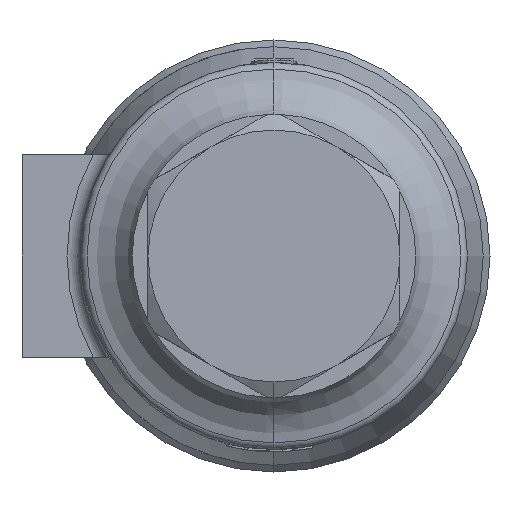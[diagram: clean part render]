
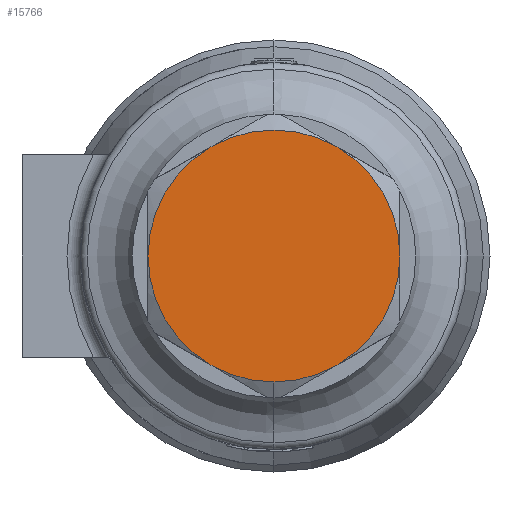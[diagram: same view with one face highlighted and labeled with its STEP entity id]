
A CAD part, left-side view. The second image highlights one B-rep face of the part: STEP entity #15766.
In plain terms, the highlighted planar face has unit normal (-1, 0, 0).
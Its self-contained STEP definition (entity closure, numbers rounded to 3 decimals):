
#800 = VERTEX_POINT ( 'NONE', #7184 ) ;
#2296 = DIRECTION ( 'NONE',  ( 1., 0., 0. ) ) ;
#3418 = DIRECTION ( 'NONE',  ( 1., 0., 0. ) ) ;
#3685 = CARTESIAN_POINT ( 'NONE',  ( -25., 14., -24.249 ) ) ;
#4671 = DIRECTION ( 'NONE',  ( 1., 0., 0. ) ) ;
#4858 = EDGE_CURVE ( 'NONE', #23098, #12145, #35017, .T. ) ;
#5135 = AXIS2_PLACEMENT_3D ( 'NONE', #10492, #31505, #34496 ) ;
#5529 = CARTESIAN_POINT ( 'NONE',  ( -25., 0., 0. ) ) ;
#6341 = EDGE_CURVE ( 'NONE', #800, #14243, #24713, .T. ) ;
#6448 = EDGE_CURVE ( 'NONE', #6896, #23098, #16710, .T. ) ;
#6747 = EDGE_CURVE ( 'NONE', #17390, #6896, #33606, .T. ) ;
#6896 = VERTEX_POINT ( 'NONE', #33511 ) ;
#7179 = VERTEX_POINT ( 'NONE', #35512 ) ;
#7184 = CARTESIAN_POINT ( 'NONE',  ( -25., -14., 24.249 ) ) ;
#9382 = DIRECTION ( 'NONE',  ( -1., 0., 0. ) ) ;
#9809 = DIRECTION ( 'NONE',  ( 0., 0., 1. ) ) ;
#10413 = CARTESIAN_POINT ( 'NONE',  ( -25., 0., 0. ) ) ;
#10492 = CARTESIAN_POINT ( 'NONE',  ( -25., 0., 0. ) ) ;
#12145 = VERTEX_POINT ( 'NONE', #25714 ) ;
#12891 = AXIS2_PLACEMENT_3D ( 'NONE', #26726, #32735, #38651 ) ;
#13529 = CARTESIAN_POINT ( 'NONE',  ( -25., -28., 0. ) ) ;
#14045 = DIRECTION ( 'NONE',  ( 0., 0., -1. ) ) ;
#14243 = VERTEX_POINT ( 'NONE', #13529 ) ;
#15274 = PLANE ( 'NONE',  #16853 ) ;
#15766 = ADVANCED_FACE ( 'NONE', ( #36059 ), #15274, .T. ) ;
#15798 = CARTESIAN_POINT ( 'NONE',  ( -25., 0., 0. ) ) ;
#16710 = CIRCLE ( 'NONE', #27849, 28. ) ;
#16825 = ORIENTED_EDGE ( 'NONE', *, *, #6448, .F. ) ;
#16853 = AXIS2_PLACEMENT_3D ( 'NONE', #32982, #9382, #27491 ) ;
#17073 = ORIENTED_EDGE ( 'NONE', *, *, #25393, .F. ) ;
#17084 = DIRECTION ( 'NONE',  ( 1., 0., 0. ) ) ;
#17390 = VERTEX_POINT ( 'NONE', #28628 ) ;
#18667 = EDGE_CURVE ( 'NONE', #14243, #17390, #29871, .T. ) ;
#19802 = AXIS2_PLACEMENT_3D ( 'NONE', #10413, #17084, #14045 ) ;
#20384 = DIRECTION ( 'NONE',  ( 0., 0., 1. ) ) ;
#21481 = DIRECTION ( 'NONE',  ( 1., 0., 0. ) ) ;
#22400 = ORIENTED_EDGE ( 'NONE', *, *, #6341, .F. ) ;
#22604 = ORIENTED_EDGE ( 'NONE', *, *, #18667, .F. ) ;
#22761 = DIRECTION ( 'NONE',  ( 0., 0., 1. ) ) ;
#23098 = VERTEX_POINT ( 'NONE', #3685 ) ;
#24534 = CARTESIAN_POINT ( 'NONE',  ( -25., 0., 0. ) ) ;
#24713 = CIRCLE ( 'NONE', #25847, 28. ) ;
#25088 = CIRCLE ( 'NONE', #5135, 28. ) ;
#25393 = EDGE_CURVE ( 'NONE', #7179, #800, #25088, .T. ) ;
#25714 = CARTESIAN_POINT ( 'NONE',  ( -25., 28., 0. ) ) ;
#25847 = AXIS2_PLACEMENT_3D ( 'NONE', #25904, #4671, #22761 ) ;
#25904 = CARTESIAN_POINT ( 'NONE',  ( -25., 0., 0. ) ) ;
#26726 = CARTESIAN_POINT ( 'NONE',  ( -25., 0., 0. ) ) ;
#26767 = ORIENTED_EDGE ( 'NONE', *, *, #6747, .F. ) ;
#27491 = DIRECTION ( 'NONE',  ( 0., 0., 1. ) ) ;
#27849 = AXIS2_PLACEMENT_3D ( 'NONE', #5529, #2296, #20384 ) ;
#28628 = CARTESIAN_POINT ( 'NONE',  ( -25., -14., -24.249 ) ) ;
#29871 = CIRCLE ( 'NONE', #12891, 28. ) ;
#30511 = DIRECTION ( 'NONE',  ( 0., 0., 1. ) ) ;
#31412 = ORIENTED_EDGE ( 'NONE', *, *, #4858, .F. ) ;
#31505 = DIRECTION ( 'NONE',  ( 1., 0., 0. ) ) ;
#31529 = CIRCLE ( 'NONE', #33085, 28. ) ;
#32524 = EDGE_CURVE ( 'NONE', #12145, #7179, #31529, .T. ) ;
#32735 = DIRECTION ( 'NONE',  ( 1., 0., 0. ) ) ;
#32982 = CARTESIAN_POINT ( 'NONE',  ( -25., 0., 0. ) ) ;
#33085 = AXIS2_PLACEMENT_3D ( 'NONE', #24534, #3418, #9809 ) ;
#33511 = CARTESIAN_POINT ( 'NONE',  ( -25., 0., -28. ) ) ;
#33606 = CIRCLE ( 'NONE', #37183, 28. ) ;
#34496 = DIRECTION ( 'NONE',  ( 0., 0., 1. ) ) ;
#35017 = CIRCLE ( 'NONE', #19802, 28. ) ;
#35162 = EDGE_LOOP ( 'NONE', ( #22400, #17073, #37533, #31412, #16825, #26767, #22604 ) ) ;
#35512 = CARTESIAN_POINT ( 'NONE',  ( -25., 14., 24.249 ) ) ;
#36059 = FACE_OUTER_BOUND ( 'NONE', #35162, .T. ) ;
#37183 = AXIS2_PLACEMENT_3D ( 'NONE', #15798, #21481, #30511 ) ;
#37533 = ORIENTED_EDGE ( 'NONE', *, *, #32524, .F. ) ;
#38651 = DIRECTION ( 'NONE',  ( 0., 0., 1. ) ) ;
